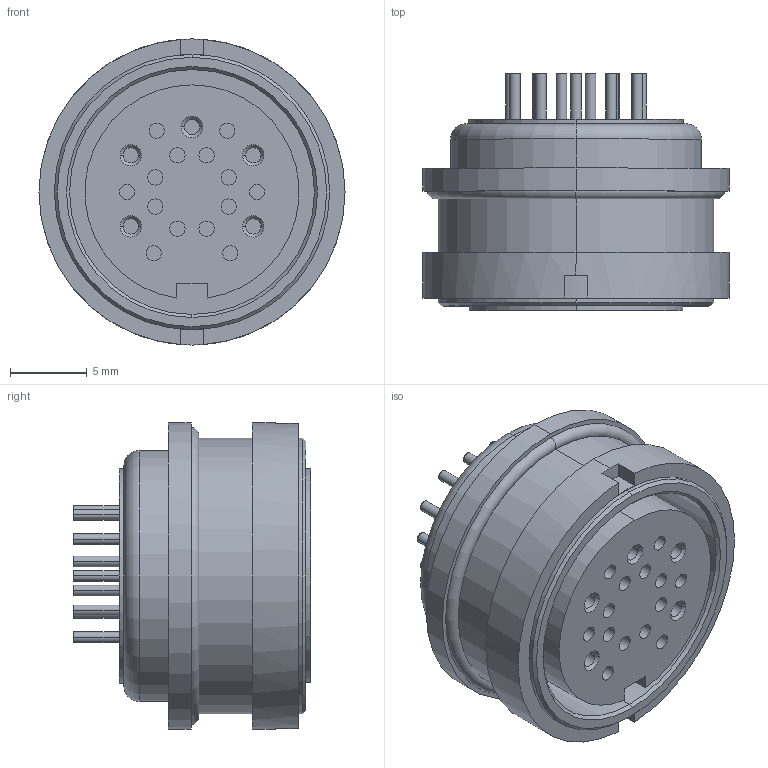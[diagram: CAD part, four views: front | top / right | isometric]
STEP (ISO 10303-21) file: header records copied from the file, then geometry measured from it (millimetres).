
FILE_DESCRIPTION((''),'2;1');
FILE_NAME('09-0464-80-19.stp','2005-04-22T09:52:33',('generator'),(''),'Autodesk Inventor 7','Autodesk Inventor 7','');
FILE_SCHEMA(('AUTOMOTIVE_DESIGN { 1 0 10303 214 1 1 1 1 }'));
Length unit declared in the file: millimetre
Products named in the file (1): 09-0464-80-19
Bounding box: 20 x 15.5 x 20 mm (x, y, z)
Volume: 2775.9 mm3; surface area: 2924 mm2
Topology: 1 solids, 1 shells, 225 faces, 459 edges, 300 vertices
Faces by surface type: cylinder 132, plane 75, cone 14, torus 4
Entity records: 6062 total; most frequent: DIRECTION 1201, CARTESIAN_POINT 985, ORIENTED_EDGE 918, AXIS2_PLACEMENT_3D 516, EDGE_CURVE 459, VERTEX_POINT 300, CIRCLE 290, EDGE_LOOP 289
